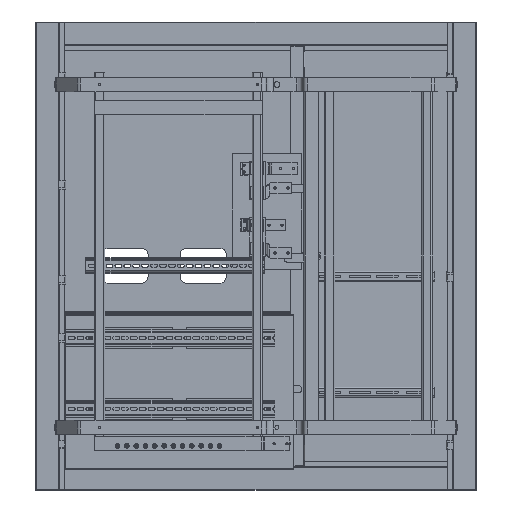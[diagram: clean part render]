
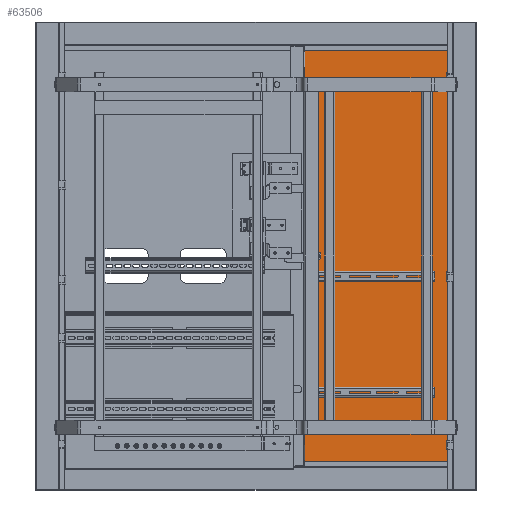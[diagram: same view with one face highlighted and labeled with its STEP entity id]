
A CAD part, left-side view. The second image highlights one B-rep face of the part: STEP entity #63506.
In plain terms, the highlighted face is planar.
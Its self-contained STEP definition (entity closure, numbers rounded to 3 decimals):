
#3126 = CARTESIAN_POINT ( 'NONE',  ( -130.5, 451.5, -1. ) ) ;
#3223 = ORIENTED_EDGE ( 'NONE', *, *, #5019, .F. ) ;
#4098 = CARTESIAN_POINT ( 'NONE',  ( 161.7, 2.3, -1. ) ) ;
#4393 = CARTESIAN_POINT ( 'NONE',  ( -122., 455.149, -1. ) ) ;
#5019 = EDGE_CURVE ( 'NONE', #54003, #22503, #20617, .T. ) ;
#7443 = VERTEX_POINT ( 'NONE', #18280 ) ;
#9029 = ORIENTED_EDGE ( 'NONE', *, *, #27335, .T. ) ;
#9853 = EDGE_CURVE ( 'NONE', #48066, #7443, #53759, .T. ) ;
#11330 = VECTOR ( 'NONE', #13891, 1000. ) ;
#11502 = EDGE_CURVE ( 'NONE', #52988, #54003, #47261, .T. ) ;
#12209 = CIRCLE ( 'NONE', #48788, 9.25 ) ;
#12527 = EDGE_LOOP ( 'NONE', ( #9029, #37677, #51259, #21773 ) ) ;
#12767 = PLANE ( 'NONE',  #50781 ) ;
#12924 = DIRECTION ( 'NONE',  ( 0., 0., 1. ) ) ;
#12981 = EDGE_CURVE ( 'NONE', #22503, #48186, #23618, .T. ) ;
#13823 = DIRECTION ( 'NONE',  ( 0., 0., 1. ) ) ;
#13891 = DIRECTION ( 'NONE',  ( 0., 1., 0. ) ) ;
#14465 = CARTESIAN_POINT ( 'NONE',  ( -122., 447.851, -1. ) ) ;
#17999 = DIRECTION ( 'NONE',  ( 0., 0., 1. ) ) ;
#18280 = CARTESIAN_POINT ( 'NONE',  ( -139., 455.149, -1. ) ) ;
#18715 = CARTESIAN_POINT ( 'NONE',  ( -130.5, 451.5, -1. ) ) ;
#20617 = LINE ( 'NONE', #49796, #37632 ) ;
#21773 = ORIENTED_EDGE ( 'NONE', *, *, #9853, .T. ) ;
#21826 = CARTESIAN_POINT ( 'NONE',  ( -161.7, 903., -1. ) ) ;
#22503 = VERTEX_POINT ( 'NONE', #58793 ) ;
#22909 = DIRECTION ( 'NONE',  ( 1., 0., 0. ) ) ;
#23227 = FACE_OUTER_BOUND ( 'NONE', #23950, .T. ) ;
#23465 = CARTESIAN_POINT ( 'NONE',  ( -122., 455.149, -1. ) ) ;
#23618 = LINE ( 'NONE', #34087, #31732 ) ;
#23950 = EDGE_LOOP ( 'NONE', ( #3223, #53841, #46101, #43811 ) ) ;
#24981 = DIRECTION ( 'NONE',  ( 0., -1., 0. ) ) ;
#25310 = CARTESIAN_POINT ( 'NONE',  ( -139., 455.149, -1. ) ) ;
#27335 = EDGE_CURVE ( 'NONE', #7443, #41155, #36160, .T. ) ;
#28030 = DIRECTION ( 'NONE',  ( 0., -1., 0. ) ) ;
#28595 = LINE ( 'NONE', #4393, #11330 ) ;
#29237 = AXIS2_PLACEMENT_3D ( 'NONE', #3126, #12924, #52879 ) ;
#30581 = CARTESIAN_POINT ( 'NONE',  ( -161.7, 2.3, -1. ) ) ;
#31732 = VECTOR ( 'NONE', #43605, 1000. ) ;
#32091 = CARTESIAN_POINT ( 'NONE',  ( 0., 0., -1. ) ) ;
#33794 = DIRECTION ( 'NONE',  ( 1., 0., 0. ) ) ;
#34087 = CARTESIAN_POINT ( 'NONE',  ( 164., 900.7, -1. ) ) ;
#36160 = LINE ( 'NONE', #25310, #50663 ) ;
#37484 = EDGE_CURVE ( 'NONE', #61894, #48066, #28595, .T. ) ;
#37632 = VECTOR ( 'NONE', #40626, 1000. ) ;
#37677 = ORIENTED_EDGE ( 'NONE', *, *, #64376, .T. ) ;
#40626 = DIRECTION ( 'NONE',  ( 0., 1., 0. ) ) ;
#41155 = VERTEX_POINT ( 'NONE', #50909 ) ;
#42479 = LINE ( 'NONE', #21826, #47790 ) ;
#43605 = DIRECTION ( 'NONE',  ( -1., 0., 0. ) ) ;
#43811 = ORIENTED_EDGE ( 'NONE', *, *, #12981, .F. ) ;
#45049 = CARTESIAN_POINT ( 'NONE',  ( -161.7, 900.7, -1. ) ) ;
#46101 = ORIENTED_EDGE ( 'NONE', *, *, #50944, .F. ) ;
#47261 = LINE ( 'NONE', #56798, #56683 ) ;
#47790 = VECTOR ( 'NONE', #28030, 1000. ) ;
#48066 = VERTEX_POINT ( 'NONE', #23465 ) ;
#48186 = VERTEX_POINT ( 'NONE', #45049 ) ;
#48788 = AXIS2_PLACEMENT_3D ( 'NONE', #18715, #13823, #33794 ) ;
#49796 = CARTESIAN_POINT ( 'NONE',  ( 161.7, 2.3, -1. ) ) ;
#50663 = VECTOR ( 'NONE', #24981, 1000. ) ;
#50781 = AXIS2_PLACEMENT_3D ( 'NONE', #32091, #17999, #22909 ) ;
#50909 = CARTESIAN_POINT ( 'NONE',  ( -139., 447.851, -1. ) ) ;
#50944 = EDGE_CURVE ( 'NONE', #48186, #52988, #42479, .T. ) ;
#51259 = ORIENTED_EDGE ( 'NONE', *, *, #37484, .T. ) ;
#51868 = DIRECTION ( 'NONE',  ( 1., 0., 0. ) ) ;
#52879 = DIRECTION ( 'NONE',  ( 1., 0., 0. ) ) ;
#52988 = VERTEX_POINT ( 'NONE', #30581 ) ;
#53759 = CIRCLE ( 'NONE', #29237, 9.25 ) ;
#53841 = ORIENTED_EDGE ( 'NONE', *, *, #11502, .F. ) ;
#54003 = VERTEX_POINT ( 'NONE', #4098 ) ;
#56683 = VECTOR ( 'NONE', #51868, 1000. ) ;
#56798 = CARTESIAN_POINT ( 'NONE',  ( -161.7, 2.3, -1. ) ) ;
#57633 = FACE_BOUND ( 'NONE', #12527, .T. ) ;
#58793 = CARTESIAN_POINT ( 'NONE',  ( 161.7, 900.7, -1. ) ) ;
#61894 = VERTEX_POINT ( 'NONE', #14465 ) ;
#63506 = ADVANCED_FACE ( 'NONE', ( #57633, #23227 ), #12767, .F. ) ;
#64376 = EDGE_CURVE ( 'NONE', #41155, #61894, #12209, .T. ) ;
